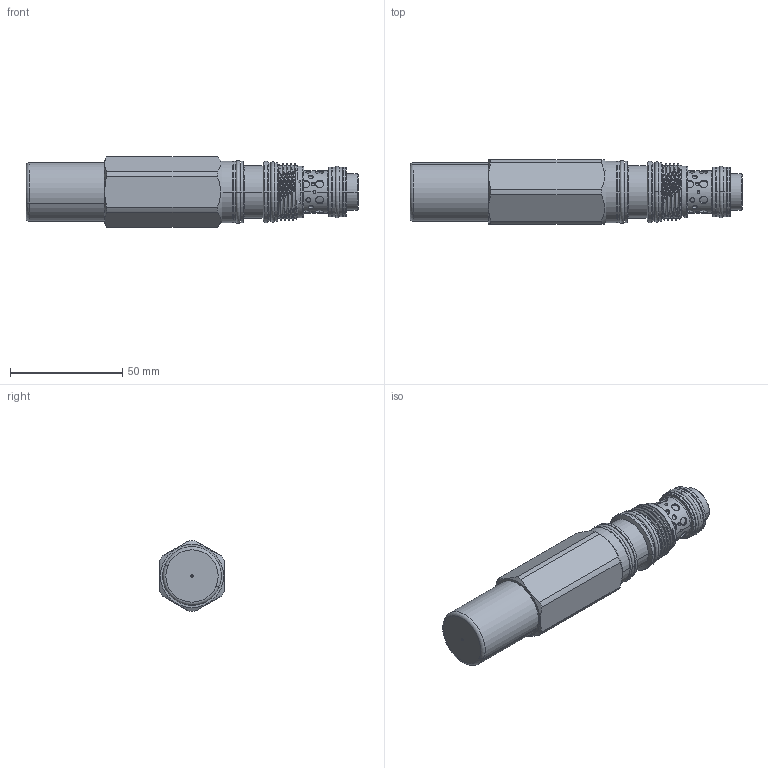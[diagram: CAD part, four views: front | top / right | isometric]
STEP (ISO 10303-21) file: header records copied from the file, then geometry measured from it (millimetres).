
FILE_DESCRIPTION (( 'STEP AP203' ), '1' );
FILE_NAME ('MB2A3A(3C)(3D)-C.STEP', '2023-11-21T08:24:21', ( '' ), ( '' ), 'SwSTEP 2.0', 'SolidWorks 2018', '' );
FILE_SCHEMA (( 'CONFIG_CONTROL_DESIGN' ));
Length unit declared in the file: millimetre
Products named in the file (1): MB2A3A(3C)(3D)-C
Bounding box: 148.15 x 28.57 x 31.59 mm (x, y, z)
Volume: 80665.9 mm3; surface area: 15670.1 mm2
Topology: 1 solids, 1 shells, 257 faces, 568 edges, 355 vertices
Faces by surface type: cylinder 168, plane 35, cone 29, torus 22, bspline 3
Entity records: 10595 total; most frequent: CARTESIAN_POINT 5051, ORIENTED_EDGE 1132, DIRECTION 1108, EDGE_CURVE 566, AXIS2_PLACEMENT_3D 466, VERTEX_POINT 355, EDGE_LOOP 301, FACE_OUTER_BOUND 257
